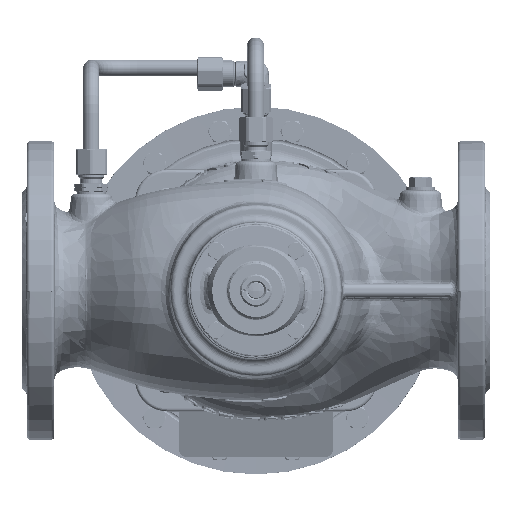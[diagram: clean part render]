
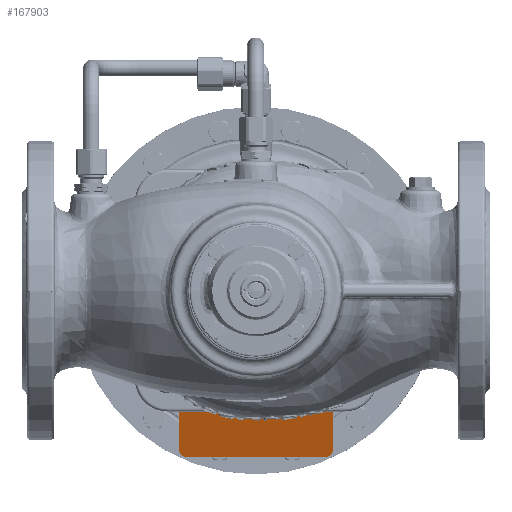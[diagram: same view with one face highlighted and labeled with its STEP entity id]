
A CAD part, front view. The second image highlights one B-rep face of the part: STEP entity #167903.
In plain terms, the highlighted face is planar.
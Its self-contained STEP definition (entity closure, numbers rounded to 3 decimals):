
#167199=CARTESIAN_POINT('',(2.5,1.,1.5));
#167200=DIRECTION('',(0.,1.,0.));
#167201=DIRECTION('',(1.,0.,0.));
#167202=AXIS2_PLACEMENT_3D('',#167199,#167200,#167201);
#167204=DIRECTION('',(-1.,0.,0.));
#167205=VECTOR('',#167204,5.);
#167206=CARTESIAN_POINT('',(2.5,1.,0.));
#167207=LINE('',#167206,#167205);
#167208=CARTESIAN_POINT('',(-2.5,1.,1.5));
#167209=DIRECTION('',(0.,1.,0.));
#167210=DIRECTION('',(0.,0.,-1.));
#167211=AXIS2_PLACEMENT_3D('',#167208,#167209,#167210);
#167213=DIRECTION('',(0.,0.,1.));
#167214=VECTOR('',#167213,1.536);
#167215=CARTESIAN_POINT('',(-4.,1.,1.5));
#167216=LINE('',#167215,#167214);
#167217=DIRECTION('',(0.,0.,-1.));
#167218=VECTOR('',#167217,1.536);
#167219=CARTESIAN_POINT('',(-17.,1.,3.036));
#167220=LINE('',#167219,#167218);
#167221=CARTESIAN_POINT('',(-18.5,1.,1.5));
#167222=DIRECTION('',(0.,1.,0.));
#167223=DIRECTION('',(1.,0.,0.));
#167224=AXIS2_PLACEMENT_3D('',#167221,#167222,#167223);
#167226=DIRECTION('',(-1.,0.,0.));
#167227=VECTOR('',#167226,25.);
#167228=CARTESIAN_POINT('',(-18.5,1.,0.));
#167229=LINE('',#167228,#167227);
#167230=CARTESIAN_POINT('',(-43.5,1.,-4.));
#167231=DIRECTION('',(0.,-1.,0.));
#167232=DIRECTION('',(0.,0.,1.));
#167233=AXIS2_PLACEMENT_3D('',#167230,#167231,#167232);
#167235=DIRECTION('',(0.,0.,-1.));
#167236=VECTOR('',#167235,52.);
#167237=CARTESIAN_POINT('',(-47.5,1.,-4.));
#167238=LINE('',#167237,#167236);
#167239=CARTESIAN_POINT('',(-43.5,1.,-56.));
#167240=DIRECTION('',(0.,-1.,0.));
#167241=DIRECTION('',(-1.,0.,0.));
#167242=AXIS2_PLACEMENT_3D('',#167239,#167240,#167241);
#167244=DIRECTION('',(1.,0.,0.));
#167245=VECTOR('',#167244,87.);
#167246=CARTESIAN_POINT('',(-43.5,1.,-60.));
#167247=LINE('',#167246,#167245);
#167248=CARTESIAN_POINT('',(43.5,1.,-56.));
#167249=DIRECTION('',(0.,-1.,0.));
#167250=DIRECTION('',(0.,0.,-1.));
#167251=AXIS2_PLACEMENT_3D('',#167248,#167249,#167250);
#167253=DIRECTION('',(0.,0.,1.));
#167254=VECTOR('',#167253,52.);
#167255=CARTESIAN_POINT('',(47.5,1.,-56.));
#167256=LINE('',#167255,#167254);
#167257=CARTESIAN_POINT('',(43.5,1.,-4.));
#167258=DIRECTION('',(0.,-1.,0.));
#167259=DIRECTION('',(1.,0.,0.));
#167260=AXIS2_PLACEMENT_3D('',#167257,#167258,#167259);
#167262=DIRECTION('',(-1.,0.,0.));
#167263=VECTOR('',#167262,25.);
#167264=CARTESIAN_POINT('',(43.5,1.,0.));
#167265=LINE('',#167264,#167263);
#167266=CARTESIAN_POINT('',(18.5,1.,1.5));
#167267=DIRECTION('',(0.,1.,0.));
#167268=DIRECTION('',(0.,0.,-1.));
#167269=AXIS2_PLACEMENT_3D('',#167266,#167267,#167268);
#167271=DIRECTION('',(0.,0.,1.));
#167272=VECTOR('',#167271,1.536);
#167273=CARTESIAN_POINT('',(4.,1.,1.5));
#167274=LINE('',#167273,#167272);
#167322=DIRECTION('',(1.,0.,0.));
#167323=VECTOR('',#167322,13.);
#167324=CARTESIAN_POINT('',(4.,1.,3.036));
#167325=LINE('',#167324,#167323);
#167386=DIRECTION('',(0.,0.,-1.));
#167387=VECTOR('',#167386,1.536);
#167388=CARTESIAN_POINT('',(17.,1.,3.036));
#167389=LINE('',#167388,#167387);
#167514=DIRECTION('',(1.,0.,0.));
#167515=VECTOR('',#167514,13.);
#167516=CARTESIAN_POINT('',(-17.,1.,3.036));
#167517=LINE('',#167516,#167515);
#167665=CARTESIAN_POINT('',(2.5,1.,0.));
#167666=VERTEX_POINT('',#167665);
#167667=CARTESIAN_POINT('',(-2.5,1.,0.));
#167668=VERTEX_POINT('',#167667);
#167669=CARTESIAN_POINT('',(4.,1.,1.5));
#167670=VERTEX_POINT('',#167669);
#167671=CARTESIAN_POINT('',(4.,1.,3.036));
#167672=VERTEX_POINT('',#167671);
#167673=CARTESIAN_POINT('',(-4.,1.,1.5));
#167674=VERTEX_POINT('',#167673);
#167675=CARTESIAN_POINT('',(-4.,1.,3.036));
#167676=VERTEX_POINT('',#167675);
#167677=CARTESIAN_POINT('',(-17.,1.,3.036));
#167678=VERTEX_POINT('',#167677);
#167679=CARTESIAN_POINT('',(-17.,1.,1.5));
#167680=VERTEX_POINT('',#167679);
#167681=CARTESIAN_POINT('',(-18.5,1.,0.));
#167682=VERTEX_POINT('',#167681);
#167683=CARTESIAN_POINT('',(-43.5,1.,0.));
#167684=VERTEX_POINT('',#167683);
#167685=CARTESIAN_POINT('',(-47.5,1.,-4.));
#167686=VERTEX_POINT('',#167685);
#167687=CARTESIAN_POINT('',(-47.5,1.,-56.));
#167688=VERTEX_POINT('',#167687);
#167689=CARTESIAN_POINT('',(-43.5,1.,-60.));
#167690=VERTEX_POINT('',#167689);
#167691=CARTESIAN_POINT('',(43.5,1.,-60.));
#167692=VERTEX_POINT('',#167691);
#167693=CARTESIAN_POINT('',(47.5,1.,-56.));
#167694=VERTEX_POINT('',#167693);
#167695=CARTESIAN_POINT('',(47.5,1.,-4.));
#167696=VERTEX_POINT('',#167695);
#167697=CARTESIAN_POINT('',(43.5,1.,0.));
#167698=VERTEX_POINT('',#167697);
#167699=CARTESIAN_POINT('',(18.5,1.,0.));
#167700=VERTEX_POINT('',#167699);
#167701=CARTESIAN_POINT('',(17.,1.,1.5));
#167702=VERTEX_POINT('',#167701);
#167703=CARTESIAN_POINT('',(17.,1.,3.036));
#167704=VERTEX_POINT('',#167703);
#167858=CARTESIAN_POINT('',(0.,1.,0.));
#167859=DIRECTION('',(0.,1.,0.));
#167860=DIRECTION('',(1.,0.,0.));
#167861=AXIS2_PLACEMENT_3D('',#167858,#167859,#167860);
#167862=PLANE('',#167861);
#167864=ORIENTED_EDGE('',*,*,#167863,.F.);
#167865=ORIENTED_EDGE('',*,*,#167851,.T.);
#167866=ORIENTED_EDGE('',*,*,#167839,.T.);
#167868=ORIENTED_EDGE('',*,*,#167867,.T.);
#167870=ORIENTED_EDGE('',*,*,#167869,.T.);
#167872=ORIENTED_EDGE('',*,*,#167871,.F.);
#167874=ORIENTED_EDGE('',*,*,#167873,.T.);
#167876=ORIENTED_EDGE('',*,*,#167875,.T.);
#167878=ORIENTED_EDGE('',*,*,#167877,.T.);
#167880=ORIENTED_EDGE('',*,*,#167879,.T.);
#167882=ORIENTED_EDGE('',*,*,#167881,.T.);
#167884=ORIENTED_EDGE('',*,*,#167883,.T.);
#167886=ORIENTED_EDGE('',*,*,#167885,.T.);
#167888=ORIENTED_EDGE('',*,*,#167887,.T.);
#167890=ORIENTED_EDGE('',*,*,#167889,.T.);
#167892=ORIENTED_EDGE('',*,*,#167891,.T.);
#167894=ORIENTED_EDGE('',*,*,#167893,.T.);
#167896=ORIENTED_EDGE('',*,*,#167895,.T.);
#167898=ORIENTED_EDGE('',*,*,#167897,.F.);
#167900=ORIENTED_EDGE('',*,*,#167899,.F.);
#167901=EDGE_LOOP('',(#167864,#167865,#167866,#167868,#167870,#167872,#167874,
#167876,#167878,#167880,#167882,#167884,#167886,#167888,#167890,#167892,#167894,
#167896,#167898,#167900));
#167902=FACE_OUTER_BOUND('',#167901,.F.);
#167903=ADVANCED_FACE('',(#167902),#167862,.T.);
#167203=CIRCLE('',#167202,1.5);
#167212=CIRCLE('',#167211,1.5);
#167225=CIRCLE('',#167224,1.5);
#167234=CIRCLE('',#167233,4.);
#167243=CIRCLE('',#167242,4.);
#167252=CIRCLE('',#167251,4.);
#167261=CIRCLE('',#167260,4.);
#167270=CIRCLE('',#167269,1.5);
#167839=EDGE_CURVE('',#167666,#167668,#167207,.T.);
#167851=EDGE_CURVE('',#167670,#167666,#167203,.T.);
#167863=EDGE_CURVE('',#167670,#167672,#167274,.T.);
#167867=EDGE_CURVE('',#167668,#167674,#167212,.T.);
#167869=EDGE_CURVE('',#167674,#167676,#167216,.T.);
#167871=EDGE_CURVE('',#167678,#167676,#167517,.T.);
#167873=EDGE_CURVE('',#167678,#167680,#167220,.T.);
#167875=EDGE_CURVE('',#167680,#167682,#167225,.T.);
#167877=EDGE_CURVE('',#167682,#167684,#167229,.T.);
#167879=EDGE_CURVE('',#167684,#167686,#167234,.T.);
#167881=EDGE_CURVE('',#167686,#167688,#167238,.T.);
#167883=EDGE_CURVE('',#167688,#167690,#167243,.T.);
#167885=EDGE_CURVE('',#167690,#167692,#167247,.T.);
#167887=EDGE_CURVE('',#167692,#167694,#167252,.T.);
#167889=EDGE_CURVE('',#167694,#167696,#167256,.T.);
#167891=EDGE_CURVE('',#167696,#167698,#167261,.T.);
#167893=EDGE_CURVE('',#167698,#167700,#167265,.T.);
#167895=EDGE_CURVE('',#167700,#167702,#167270,.T.);
#167897=EDGE_CURVE('',#167704,#167702,#167389,.T.);
#167899=EDGE_CURVE('',#167672,#167704,#167325,.T.);
